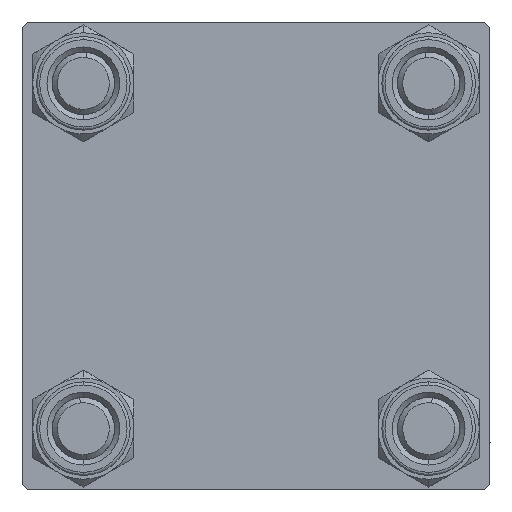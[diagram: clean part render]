
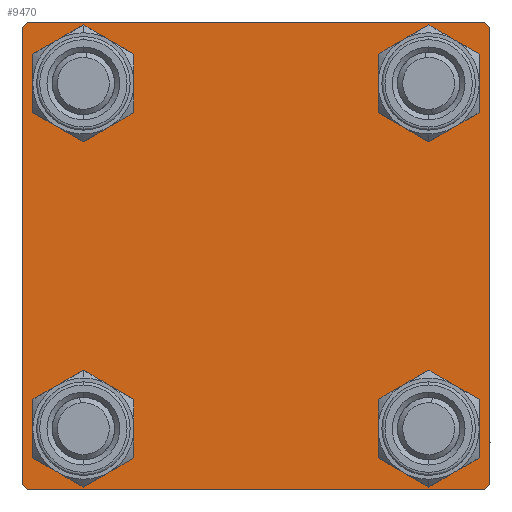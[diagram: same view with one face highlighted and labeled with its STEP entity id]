
A CAD part, left-side view. The second image highlights one B-rep face of the part: STEP entity #9470.
In plain terms, the highlighted planar face has unit normal (-1, 0, 0).
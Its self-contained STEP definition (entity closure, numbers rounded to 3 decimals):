
#117 = CIRCLE ( 'NONE', #14041, 3.5 ) ;
#265 = VERTEX_POINT ( 'NONE', #47644 ) ;
#1174 = CARTESIAN_POINT ( 'NONE',  ( 0., 16.6, 20.1 ) ) ;
#1925 = CARTESIAN_POINT ( 'NONE',  ( 0., 16.6, 13.1 ) ) ;
#2183 = DIRECTION ( 'NONE',  ( 0., 0., -1. ) ) ;
#2367 = VERTEX_POINT ( 'NONE', #30123 ) ;
#2939 = LINE ( 'NONE', #22471, #31045 ) ;
#3077 = LINE ( 'NONE', #27978, #20395 ) ;
#3910 = ORIENTED_EDGE ( 'NONE', *, *, #18575, .F. ) ;
#4148 = CARTESIAN_POINT ( 'NONE',  ( 0., 22.5, -22.5 ) ) ;
#4185 = LINE ( 'NONE', #28335, #15142 ) ;
#4293 = CARTESIAN_POINT ( 'NONE',  ( 0., -16.6, 20.1 ) ) ;
#4935 = CIRCLE ( 'NONE', #22876, 3.5 ) ;
#5291 = ORIENTED_EDGE ( 'NONE', *, *, #25107, .T. ) ;
#6032 = CARTESIAN_POINT ( 'NONE',  ( 0., 22.25, -22.25 ) ) ;
#6196 = EDGE_CURVE ( 'NONE', #9798, #24778, #37275, .T. ) ;
#6583 = VERTEX_POINT ( 'NONE', #9884 ) ;
#6722 = EDGE_CURVE ( 'NONE', #35105, #6583, #4185, .T. ) ;
#7269 = LINE ( 'NONE', #4148, #26375 ) ;
#7298 = ORIENTED_EDGE ( 'NONE', *, *, #8414, .T. ) ;
#7340 = DIRECTION ( 'NONE',  ( 0., 0., 1. ) ) ;
#8091 = FACE_OUTER_BOUND ( 'NONE', #11738, .T. ) ;
#8156 = CARTESIAN_POINT ( 'NONE',  ( 0., 22.5, 22.5 ) ) ;
#8318 = VERTEX_POINT ( 'NONE', #27340 ) ;
#8414 = EDGE_CURVE ( 'NONE', #26547, #20031, #11880, .T. ) ;
#9102 = DIRECTION ( 'NONE',  ( -1., 0., 0. ) ) ;
#9139 = LINE ( 'NONE', #48427, #50681 ) ;
#9245 = VERTEX_POINT ( 'NONE', #21733 ) ;
#9347 = DIRECTION ( 'NONE',  ( 1., 0., 0. ) ) ;
#9470 = ADVANCED_FACE ( 'NONE', ( #39416, #31722, #27605, #43266, #8091 ), #35574, .T. ) ;
#9798 = VERTEX_POINT ( 'NONE', #39358 ) ;
#9884 = CARTESIAN_POINT ( 'NONE',  ( 0., -22.5, -22. ) ) ;
#10142 = DIRECTION ( 'NONE',  ( 0., 0., 1. ) ) ;
#10280 = ORIENTED_EDGE ( 'NONE', *, *, #39343, .T. ) ;
#11150 = DIRECTION ( 'NONE',  ( 0., 0.707, -0.707 ) ) ;
#11629 = EDGE_CURVE ( 'NONE', #9245, #2367, #49625, .T. ) ;
#11738 = EDGE_LOOP ( 'NONE', ( #48651, #15806, #31524, #43525, #17254, #34536, #3910, #50251 ) ) ;
#11880 = CIRCLE ( 'NONE', #26668, 3.5 ) ;
#11890 = ORIENTED_EDGE ( 'NONE', *, *, #12984, .T. ) ;
#11943 = EDGE_LOOP ( 'NONE', ( #5291, #7298 ) ) ;
#11989 = DIRECTION ( 'NONE',  ( 0., 0., -1. ) ) ;
#12032 = EDGE_CURVE ( 'NONE', #8318, #34142, #30785, .T. ) ;
#12473 = CARTESIAN_POINT ( 'NONE',  ( 0., -16.6, 13.1 ) ) ;
#12625 = VERTEX_POINT ( 'NONE', #32109 ) ;
#12841 = DIRECTION ( 'NONE',  ( 1., 0., 0. ) ) ;
#12984 = EDGE_CURVE ( 'NONE', #24778, #9798, #34938, .T. ) ;
#13226 = DIRECTION ( 'NONE',  ( 0., -1., 0. ) ) ;
#14016 = EDGE_LOOP ( 'NONE', ( #19416, #10280 ) ) ;
#14041 = AXIS2_PLACEMENT_3D ( 'NONE', #48044, #12841, #28530 ) ;
#14387 = DIRECTION ( 'NONE',  ( 1., 0., 0. ) ) ;
#14501 = CARTESIAN_POINT ( 'NONE',  ( 0., -22.5, 22.5 ) ) ;
#15094 = AXIS2_PLACEMENT_3D ( 'NONE', #21296, #48024, #32872 ) ;
#15142 = VECTOR ( 'NONE', #35545, 1000. ) ;
#15168 = DIRECTION ( 'NONE',  ( 0., 0., 1. ) ) ;
#15806 = ORIENTED_EDGE ( 'NONE', *, *, #26657, .T. ) ;
#16277 = VECTOR ( 'NONE', #2183, 1000. ) ;
#16504 = CARTESIAN_POINT ( 'NONE',  ( 0., -16.6, -13.1 ) ) ;
#17254 = ORIENTED_EDGE ( 'NONE', *, *, #20190, .F. ) ;
#18575 = EDGE_CURVE ( 'NONE', #12625, #41223, #9139, .T. ) ;
#18740 = CARTESIAN_POINT ( 'NONE',  ( 0., 16.6, 16.6 ) ) ;
#19416 = ORIENTED_EDGE ( 'NONE', *, *, #11629, .T. ) ;
#19556 = EDGE_CURVE ( 'NONE', #12625, #8318, #2939, .T. ) ;
#19663 = AXIS2_PLACEMENT_3D ( 'NONE', #33788, #45829, #10142 ) ;
#19911 = DIRECTION ( 'NONE',  ( 1., 0., 0. ) ) ;
#20031 = VERTEX_POINT ( 'NONE', #1174 ) ;
#20190 = EDGE_CURVE ( 'NONE', #42229, #6583, #49713, .T. ) ;
#20395 = VECTOR ( 'NONE', #43639, 1000. ) ;
#21033 = EDGE_CURVE ( 'NONE', #42229, #41223, #3077, .T. ) ;
#21296 = CARTESIAN_POINT ( 'NONE',  ( 0., -16.6, 16.6 ) ) ;
#21681 = ORIENTED_EDGE ( 'NONE', *, *, #49164, .T. ) ;
#21733 = CARTESIAN_POINT ( 'NONE',  ( 0., 16.6, -13.1 ) ) ;
#21969 = DIRECTION ( 'NONE',  ( 0., -0.707, -0.707 ) ) ;
#22471 = CARTESIAN_POINT ( 'NONE',  ( 0., 22.25, 22.25 ) ) ;
#22876 = AXIS2_PLACEMENT_3D ( 'NONE', #18740, #34418, #33396 ) ;
#22931 = DIRECTION ( 'NONE',  ( 0., -1., 0. ) ) ;
#24223 = ORIENTED_EDGE ( 'NONE', *, *, #6196, .T. ) ;
#24778 = VERTEX_POINT ( 'NONE', #16504 ) ;
#25003 = DIRECTION ( 'NONE',  ( 0., 0., 1. ) ) ;
#25107 = EDGE_CURVE ( 'NONE', #20031, #26547, #4935, .T. ) ;
#25263 = CARTESIAN_POINT ( 'NONE',  ( 0., -22.5, 22. ) ) ;
#25851 = CARTESIAN_POINT ( 'NONE',  ( 0., -22., -22.5 ) ) ;
#26172 = CARTESIAN_POINT ( 'NONE',  ( 0., 22.5, -22. ) ) ;
#26375 = VECTOR ( 'NONE', #22931, 1000. ) ;
#26547 = VERTEX_POINT ( 'NONE', #1925 ) ;
#26657 = EDGE_CURVE ( 'NONE', #34142, #265, #49197, .T. ) ;
#26668 = AXIS2_PLACEMENT_3D ( 'NONE', #28868, #9347, #25003 ) ;
#26717 = DIRECTION ( 'NONE',  ( 0., 0., 1. ) ) ;
#27291 = EDGE_CURVE ( 'NONE', #36401, #29165, #45100, .T. ) ;
#27340 = CARTESIAN_POINT ( 'NONE',  ( 0., 22.5, 22. ) ) ;
#27605 = FACE_BOUND ( 'NONE', #14016, .T. ) ;
#27978 = CARTESIAN_POINT ( 'NONE',  ( 0., -22.25, 22.25 ) ) ;
#28335 = CARTESIAN_POINT ( 'NONE',  ( 0., -22.25, -22.25 ) ) ;
#28530 = DIRECTION ( 'NONE',  ( 0., 0., 1. ) ) ;
#28868 = CARTESIAN_POINT ( 'NONE',  ( 0., 16.6, 16.6 ) ) ;
#29165 = VERTEX_POINT ( 'NONE', #12473 ) ;
#30123 = CARTESIAN_POINT ( 'NONE',  ( 0., 16.6, -20.1 ) ) ;
#30619 = DIRECTION ( 'NONE',  ( 1., 0., 0. ) ) ;
#30785 = LINE ( 'NONE', #8156, #50503 ) ;
#31045 = VECTOR ( 'NONE', #11150, 1000. ) ;
#31482 = CARTESIAN_POINT ( 'NONE',  ( 0., -16.6, -16.6 ) ) ;
#31524 = ORIENTED_EDGE ( 'NONE', *, *, #42381, .T. ) ;
#31629 = AXIS2_PLACEMENT_3D ( 'NONE', #44281, #9102, #32232 ) ;
#31722 = FACE_BOUND ( 'NONE', #49448, .T. ) ;
#32109 = CARTESIAN_POINT ( 'NONE',  ( 0., 22., 22.5 ) ) ;
#32232 = DIRECTION ( 'NONE',  ( 0., 0., 1. ) ) ;
#32803 = VECTOR ( 'NONE', #21969, 1000. ) ;
#32872 = DIRECTION ( 'NONE',  ( 0., 0., 1. ) ) ;
#33396 = DIRECTION ( 'NONE',  ( 0., 0., 1. ) ) ;
#33788 = CARTESIAN_POINT ( 'NONE',  ( 0., -16.6, 16.6 ) ) ;
#34142 = VERTEX_POINT ( 'NONE', #26172 ) ;
#34418 = DIRECTION ( 'NONE',  ( 1., 0., 0. ) ) ;
#34536 = ORIENTED_EDGE ( 'NONE', *, *, #21033, .T. ) ;
#34823 = CIRCLE ( 'NONE', #15094, 3.5 ) ;
#34938 = CIRCLE ( 'NONE', #39861, 3.5 ) ;
#35105 = VERTEX_POINT ( 'NONE', #25851 ) ;
#35545 = DIRECTION ( 'NONE',  ( 0., -0.707, 0.707 ) ) ;
#35574 = PLANE ( 'NONE',  #31629 ) ;
#35699 = AXIS2_PLACEMENT_3D ( 'NONE', #49843, #14387, #26717 ) ;
#36401 = VERTEX_POINT ( 'NONE', #4293 ) ;
#37275 = CIRCLE ( 'NONE', #37308, 3.5 ) ;
#37308 = AXIS2_PLACEMENT_3D ( 'NONE', #41652, #30619, #15168 ) ;
#39343 = EDGE_CURVE ( 'NONE', #2367, #9245, #117, .T. ) ;
#39358 = CARTESIAN_POINT ( 'NONE',  ( 0., -16.6, -20.1 ) ) ;
#39416 = FACE_BOUND ( 'NONE', #49331, .T. ) ;
#39861 = AXIS2_PLACEMENT_3D ( 'NONE', #31482, #19911, #7340 ) ;
#41223 = VERTEX_POINT ( 'NONE', #49202 ) ;
#41376 = ORIENTED_EDGE ( 'NONE', *, *, #27291, .T. ) ;
#41652 = CARTESIAN_POINT ( 'NONE',  ( 0., -16.6, -16.6 ) ) ;
#42229 = VERTEX_POINT ( 'NONE', #25263 ) ;
#42381 = EDGE_CURVE ( 'NONE', #265, #35105, #7269, .T. ) ;
#43266 = FACE_BOUND ( 'NONE', #11943, .T. ) ;
#43525 = ORIENTED_EDGE ( 'NONE', *, *, #6722, .T. ) ;
#43639 = DIRECTION ( 'NONE',  ( 0., 0.707, 0.707 ) ) ;
#44281 = CARTESIAN_POINT ( 'NONE',  ( 0., 0., 0. ) ) ;
#45100 = CIRCLE ( 'NONE', #19663, 3.5 ) ;
#45829 = DIRECTION ( 'NONE',  ( 1., 0., 0. ) ) ;
#47644 = CARTESIAN_POINT ( 'NONE',  ( 0., 22., -22.5 ) ) ;
#48024 = DIRECTION ( 'NONE',  ( 1., 0., 0. ) ) ;
#48044 = CARTESIAN_POINT ( 'NONE',  ( 0., 16.6, -16.6 ) ) ;
#48427 = CARTESIAN_POINT ( 'NONE',  ( 0., 22.5, 22.5 ) ) ;
#48651 = ORIENTED_EDGE ( 'NONE', *, *, #12032, .T. ) ;
#49164 = EDGE_CURVE ( 'NONE', #29165, #36401, #34823, .T. ) ;
#49197 = LINE ( 'NONE', #6032, #32803 ) ;
#49202 = CARTESIAN_POINT ( 'NONE',  ( 0., -22., 22.5 ) ) ;
#49331 = EDGE_LOOP ( 'NONE', ( #41376, #21681 ) ) ;
#49448 = EDGE_LOOP ( 'NONE', ( #11890, #24223 ) ) ;
#49625 = CIRCLE ( 'NONE', #35699, 3.5 ) ;
#49713 = LINE ( 'NONE', #14501, #16277 ) ;
#49843 = CARTESIAN_POINT ( 'NONE',  ( 0., 16.6, -16.6 ) ) ;
#50251 = ORIENTED_EDGE ( 'NONE', *, *, #19556, .T. ) ;
#50503 = VECTOR ( 'NONE', #11989, 1000. ) ;
#50681 = VECTOR ( 'NONE', #13226, 1000. ) ;
